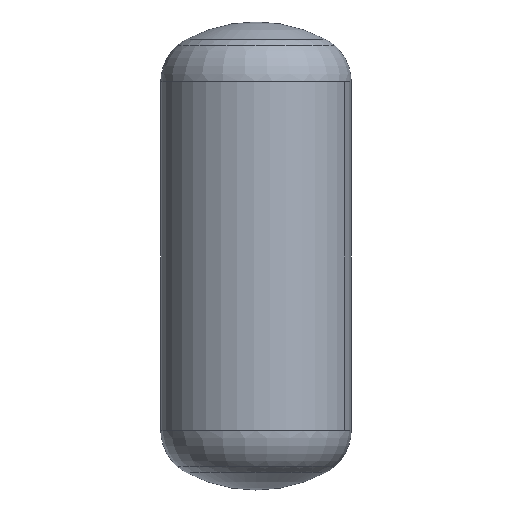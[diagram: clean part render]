
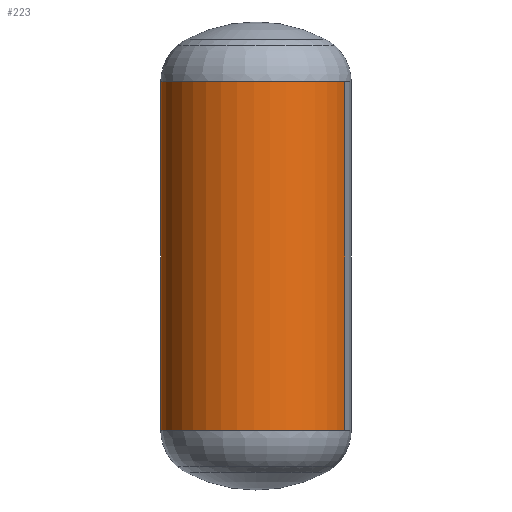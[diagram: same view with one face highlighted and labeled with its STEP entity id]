
A CAD part, front view. The second image highlights one B-rep face of the part: STEP entity #223.
In plain terms, the highlighted cylindrical face has radius 350 mm (diameter 700 mm), a partial arc.
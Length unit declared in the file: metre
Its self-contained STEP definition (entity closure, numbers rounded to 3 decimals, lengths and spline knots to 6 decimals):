
#223=ADVANCED_FACE('0:197',(#345),#346,.T.);
#345=FACE_OUTER_BOUND('',#487,.T.);
#346=CYLINDRICAL_SURFACE('',#488,0.35);
#487=EDGE_LOOP('',(#775,#776,#777,#778));
#488=AXIS2_PLACEMENT_3D('',#779,#780,#781);
#775=ORIENTED_EDGE('',*,*,#1031,.T.);
#776=ORIENTED_EDGE('',*,*,#1041,.T.);
#777=ORIENTED_EDGE('',*,*,#1033,.T.);
#778=ORIENTED_EDGE('',*,*,#1042,.F.);
#779=CARTESIAN_POINT('',(9.368198,-11.981339,0.765));
#780=DIRECTION('',(0.0,0.0,1.0));
#781=DIRECTION('',(-0.931,0.364,0.0));
#1031=EDGE_CURVE('',#1199,#1200,#1201,.T.);
#1033=EDGE_CURVE('',#1204,#1202,#1205,.T.);
#1041=EDGE_CURVE('0:212',#1200,#1204,#1217,.T.);
#1042=EDGE_CURVE('0:215',#1199,#1202,#1218,.T.);
#1199=VERTEX_POINT('',#1397);
#1200=VERTEX_POINT('',#1398);
#1201=LINE('',#1399,#1400);
#1202=VERTEX_POINT('',#1401);
#1204=VERTEX_POINT('',#1403);
#1205=LINE('',#1404,#1405);
#1217=CIRCLE('',#1419,0.35);
#1218=CIRCLE('',#1420,0.35);
#1397=CARTESIAN_POINT('',(9.042222,-11.853905,1.405717));
#1398=CARTESIAN_POINT('',(9.042222,-11.853905,0.124283));
#1399=CARTESIAN_POINT('',(9.042222,-11.853905,0.765));
#1400=VECTOR('',#1670,1.0);
#1401=CARTESIAN_POINT('',(9.694174,-12.108773,1.405717));
#1403=CARTESIAN_POINT('',(9.694174,-12.108773,0.124283));
#1404=CARTESIAN_POINT('',(9.694174,-12.108773,0.765));
#1405=VECTOR('',#1674,1.0);
#1419=AXIS2_PLACEMENT_3D('',#1692,#1693,#1694);
#1420=AXIS2_PLACEMENT_3D('',#1695,#1696,#1697);
#1670=DIRECTION('',(-0.0,0.0,-1.0));
#1674=DIRECTION('',(0.0,0.0,1.0));
#1692=CARTESIAN_POINT('',(9.368198,-11.981339,0.124283));
#1693=DIRECTION('',(0.0,-0.0,1.0));
#1694=DIRECTION('',(0.766,0.643,0.0));
#1695=CARTESIAN_POINT('',(9.368198,-11.981339,1.405717));
#1696=DIRECTION('',(0.0,-0.0,1.0));
#1697=DIRECTION('',(0.766,0.643,0.0));
